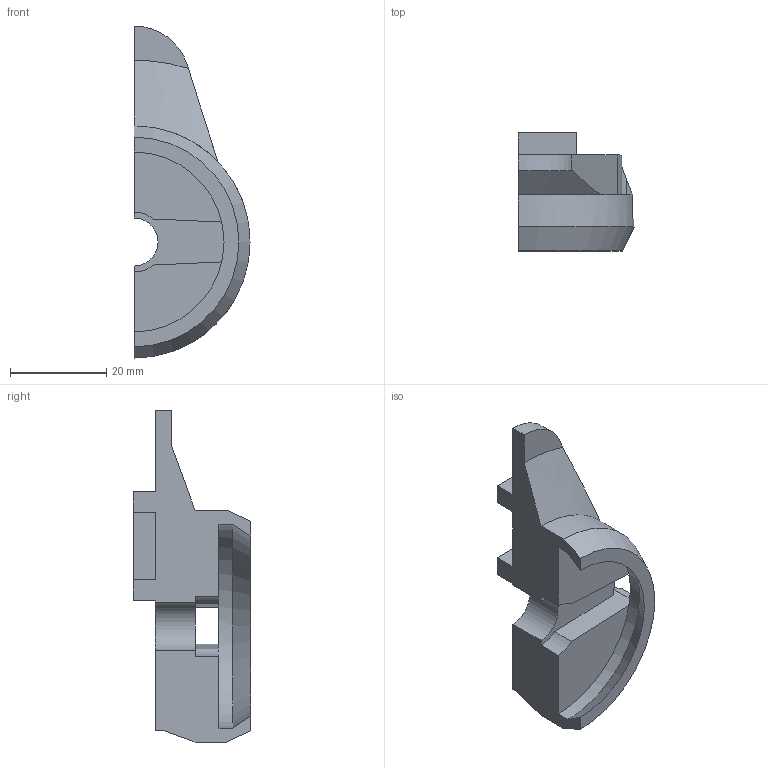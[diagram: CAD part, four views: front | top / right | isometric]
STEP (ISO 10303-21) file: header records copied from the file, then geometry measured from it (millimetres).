
FILE_DESCRIPTION (( 'STEP AP214' ), '1' );
FILE_NAME ('neck-round-top-right.STEP', '2024-04-27T22:29:53', ( '' ), ( '' ), 'SwSTEP 2.0', 'SolidWorks 2023', '' );
FILE_SCHEMA (( 'AUTOMOTIVE_DESIGN' ));
Length unit declared in the file: millimetre
Products named in the file (1): neck-round-top-right
Bounding box: 24.17 x 24.58 x 69.17 mm (x, y, z)
Volume: 13480.4 mm3; surface area: 5590.1 mm2
Topology: 1 solids, 1 shells, 34 faces, 99 edges, 65 vertices
Faces by surface type: plane 21, cylinder 9, cone 4
Entity records: 1168 total; most frequent: CARTESIAN_POINT 220, ORIENTED_EDGE 198, DIRECTION 193, EDGE_CURVE 99, LINE 69, VECTOR 69, VERTEX_POINT 65, AXIS2_PLACEMENT_3D 62
